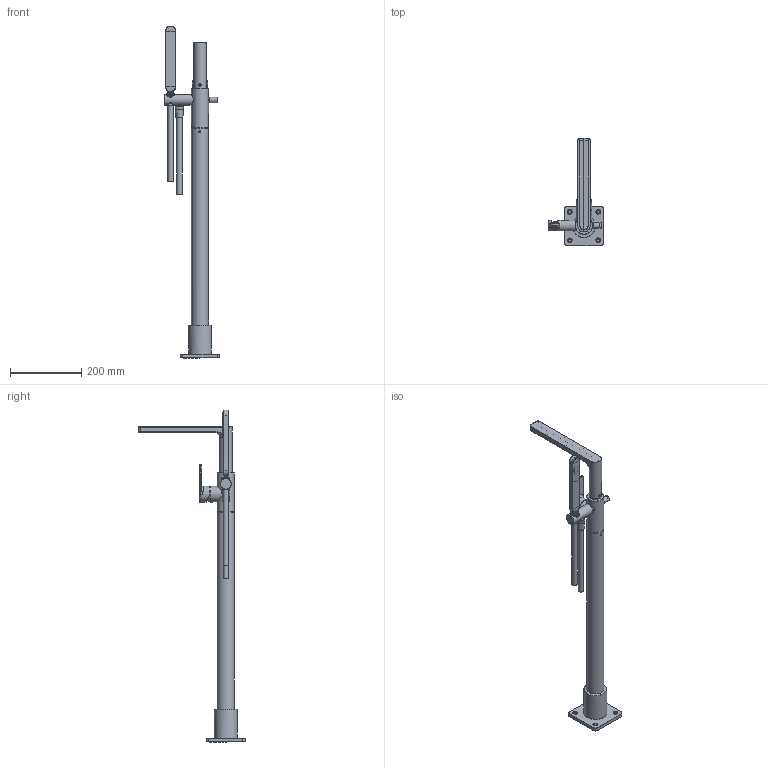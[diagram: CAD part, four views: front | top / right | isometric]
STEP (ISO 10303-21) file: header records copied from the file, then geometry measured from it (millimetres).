
FILE_DESCRIPTION(/* description */ ('Unknown'),/* implementation_level */ '2;1');
FILE_NAME(/* name */ 'GL077-00',/* time_stamp */ '2021-04-06T10:49:48+02:00',/* author */ ('Unknown'),/* organization */ ('Unknown'),/* preprocessor_version */ 'ST-DEVELOPER v16.7',/* originating_system */ 'DEX',/* authorisation */ $);
FILE_SCHEMA (('AUTOMOTIVE_DESIGN {1 0 10303 214 3 1 1}'));
Products named in the file (56): GL077-00; B077-15; B077-11; GL077-02; B077-06; BR077-12; GL003-09; B077-006; B077-41; B077-10; B077-23; B077-02; B077-43; B077-09; B077-47; B077-007; B077-21 new; B077-25; B077-05; B077-44; GL077-002_oa_0; B077-12; B077-26; M015-00; M015-001; B077-32; GL077-01; B077-03; BR005-05; B077-28; B077-46; GL003-06; B077-19; BR005-001; BR005-001-1; BR005-001-2; BR005-001-3; BR005-001-4; BR005-001-5; BR005-001-6 ...
Assembly tree (62 placements, depth 3):
  GL077-00
    B077-15
    B077-11
    GL077-02
    B077-06  x2
    BR077-12
    GL003-09
    B077-006
      B077-41
      B077-10
      B077-23
      B077-02
      B077-43
      B077-09
    B077-47
    B077-007
      B077-21 new
      B077-25
      B077-47
      B077-05
    B077-44
    GL077-002_oa_0
      B077-12  x4
    B077-26
    M015-00
      M015-001
    B077-32
    GL077-01
    B077-03  x2
    BR005-05
    B077-28
    B077-46
    M015-001
    GL003-06
    B077-19
    BR005-001
      BR005-001-1
      BR005-001-2
      BR005-001-3
      BR005-001-4
      BR005-001-5
      BR005-001-6
    B077-18
    GL077-03
    CB077-02
    GL350-00
      E082041_00200SA_SEMPL
    B077-008
      B077-17
      B077-42
    F077-03
    GL077-04
    GL003-04
    BR0063-002
      BR0063-002_1
      BR0063-002_2
      BR0063-002_3
      BR0063-002_4
Bounding box: 155 x 300.45 x 934.52 mm (x, y, z)
Volume: 1029983.8 mm3; surface area: 493585.6 mm2
Topology: 56 solids, 56 shells, 2341 faces, 5590 edges, 3514 vertices
Faces by surface type: plane 923, cylinder 550, bspline 310, cone 290, torus 220, sphere 48
Full cylindrical faces by diameter (mm): 3.242 x1, 3.3 x2, 4 x2, 4.5 x1, 4.8 x2, 4.9 x1, 5 x5, 5.2 x4, 5.25 x1, 5.5 x1, 6 x3, 6.3 x1, 6.4 x4, 6.5 x1, 6.8 x1, 7.5 x2, 8 x8, 8.5 x2, 8.917 x2, 9 x3, 9.4 x1, 9.5 x1, 10 x3, 10.5 x5, 10.7 x1, 11 x4, 12 x2, 12.2 x8, 12.4 x2, 12.5 x5
Entity records: 89675 total; most frequent: CARTESIAN_POINT 26781, DIRECTION 9410, ORIENTED_EDGE 9294, EDGE_CURVE 4647, AXIS2_PLACEMENT_3D 3692, VERTEX_POINT 3204, FACE_BOUND 3155, EDGE_LOOP 3136
